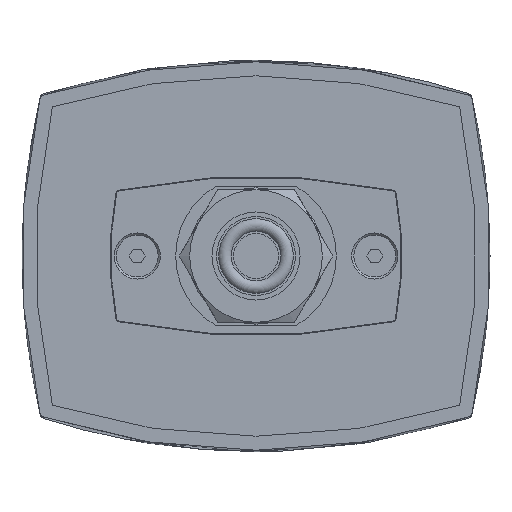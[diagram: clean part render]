
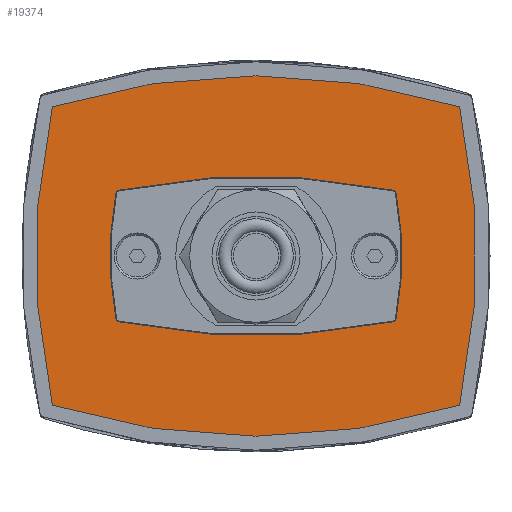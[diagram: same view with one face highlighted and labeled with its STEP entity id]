
A CAD part, front view. The second image highlights one B-rep face of the part: STEP entity #19374.
In plain terms, the highlighted planar face has unit normal (0, -1, 0).
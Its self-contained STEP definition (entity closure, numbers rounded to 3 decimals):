
#18995=CARTESIAN_POINT('',(29.142,0.,21.367));
#18996=VERTEX_POINT('',#18995);
#19003=CARTESIAN_POINT('',(29.142,0.,-21.367));
#19004=VERTEX_POINT('',#19003);
#19005=CARTESIAN_POINT('',(-66.5,0.,0.));
#19006=DIRECTION('',(0.,1.0,0.));
#19007=DIRECTION('',(-0.976,0.,0.218));
#19008=AXIS2_PLACEMENT_3D('',#19005,#19006,#19007);
#19009=CIRCLE('',#19008,98.0);
#19010=EDGE_CURVE('',#18996,#19004,#19009,.T.);
#19027=CARTESIAN_POINT('',(-29.142,0.,21.367));
#19028=VERTEX_POINT('',#19027);
#19035=CARTESIAN_POINT('',(0.,0.,-72.2));
#19036=DIRECTION('',(0.,1.0,0.));
#19037=DIRECTION('',(-0.297,0.,-0.955));
#19038=AXIS2_PLACEMENT_3D('',#19035,#19036,#19037);
#19039=CIRCLE('',#19038,98.);
#19040=EDGE_CURVE('',#19028,#18996,#19039,.T.);
#19051=CARTESIAN_POINT('',(20.064,0.,8.954));
#19052=VERTEX_POINT('',#19051);
#19053=CARTESIAN_POINT('',(20.064,0.,-8.954));
#19054=VERTEX_POINT('',#19053);
#19055=CARTESIAN_POINT('',(-27.5,0.,0.));
#19056=DIRECTION('',(0.,1.0,0.));
#19057=DIRECTION('',(0.983,0.,-0.185));
#19058=AXIS2_PLACEMENT_3D('',#19055,#19056,#19057);
#19059=CIRCLE('',#19058,48.4);
#19060=EDGE_CURVE('',#19052,#19054,#19059,.T.);
#19093=CARTESIAN_POINT('',(19.594,0.,-9.431));
#19094=VERTEX_POINT('',#19093);
#19095=CARTESIAN_POINT('',(19.475,0.,-8.843));
#19096=DIRECTION('',(0.,1.0,0.));
#19097=DIRECTION('',(0.199,0.,-0.98));
#19098=AXIS2_PLACEMENT_3D('',#19095,#19096,#19097);
#19099=CIRCLE('',#19098,0.6);
#19100=EDGE_CURVE('',#19054,#19094,#19099,.T.);
#19126=CARTESIAN_POINT('',(-19.594,0.0,-9.431));
#19127=VERTEX_POINT('',#19126);
#19128=CARTESIAN_POINT('',(0.,0.,87.1));
#19129=DIRECTION('',(0.,1.0,0.));
#19130=DIRECTION('',(-0.199,0.,-0.98));
#19131=AXIS2_PLACEMENT_3D('',#19128,#19129,#19130);
#19132=CIRCLE('',#19131,98.5);
#19133=EDGE_CURVE('',#19094,#19127,#19132,.T.);
#19159=CARTESIAN_POINT('',(-20.064,0.0,-8.954));
#19160=VERTEX_POINT('',#19159);
#19161=CARTESIAN_POINT('',(-19.475,0.0,-8.843));
#19162=DIRECTION('',(0.,1.0,0.));
#19163=DIRECTION('',(-0.983,0.,-0.185));
#19164=AXIS2_PLACEMENT_3D('',#19161,#19162,#19163);
#19165=CIRCLE('',#19164,0.6);
#19166=EDGE_CURVE('',#19127,#19160,#19165,.T.);
#19192=CARTESIAN_POINT('',(-20.064,0.0,8.954));
#19193=VERTEX_POINT('',#19192);
#19194=CARTESIAN_POINT('',(27.5,0.,0.));
#19195=DIRECTION('',(0.,1.0,0.));
#19196=DIRECTION('',(-0.983,0.,0.185));
#19197=AXIS2_PLACEMENT_3D('',#19194,#19195,#19196);
#19198=CIRCLE('',#19197,48.4);
#19199=EDGE_CURVE('',#19160,#19193,#19198,.T.);
#19225=CARTESIAN_POINT('',(-19.594,0.,9.431));
#19226=VERTEX_POINT('',#19225);
#19227=CARTESIAN_POINT('',(-19.475,0.,8.843));
#19228=DIRECTION('',(0.,1.0,0.));
#19229=DIRECTION('',(-0.199,0.,0.98));
#19230=AXIS2_PLACEMENT_3D('',#19227,#19228,#19229);
#19231=CIRCLE('',#19230,0.6);
#19232=EDGE_CURVE('',#19193,#19226,#19231,.T.);
#19258=CARTESIAN_POINT('',(19.594,0.,9.431));
#19259=VERTEX_POINT('',#19258);
#19260=CARTESIAN_POINT('',(0.,0.,-87.1));
#19261=DIRECTION('',(0.,1.0,0.));
#19262=DIRECTION('',(0.199,0.,0.98));
#19263=AXIS2_PLACEMENT_3D('',#19260,#19261,#19262);
#19264=CIRCLE('',#19263,98.5);
#19265=EDGE_CURVE('',#19226,#19259,#19264,.T.);
#19291=CARTESIAN_POINT('',(19.475,0.,8.843));
#19292=DIRECTION('',(0.,1.0,0.));
#19293=DIRECTION('',(0.983,0.,0.185));
#19294=AXIS2_PLACEMENT_3D('',#19291,#19292,#19293);
#19295=CIRCLE('',#19294,0.6);
#19296=EDGE_CURVE('',#19259,#19052,#19295,.T.);
#19316=CARTESIAN_POINT('',(-29.142,0.,-21.367));
#19317=VERTEX_POINT('',#19316);
#19324=CARTESIAN_POINT('',(66.5,0.,0.));
#19325=DIRECTION('',(0.,1.0,0.));
#19326=DIRECTION('',(0.976,0.,-0.218));
#19327=AXIS2_PLACEMENT_3D('',#19324,#19325,#19326);
#19328=CIRCLE('',#19327,98.);
#19329=EDGE_CURVE('',#19317,#19028,#19328,.T.);
#19342=CARTESIAN_POINT('',(0.,0.,72.2));
#19343=DIRECTION('',(0.,1.0,0.));
#19344=DIRECTION('',(0.297,0.,0.955));
#19345=AXIS2_PLACEMENT_3D('',#19342,#19343,#19344);
#19346=CIRCLE('',#19345,98.);
#19347=EDGE_CURVE('',#19004,#19317,#19346,.T.);
#19353=CARTESIAN_POINT('',(0.,0.,0.));
#19354=DIRECTION('',(0.0,-1.0,0.0));
#19355=DIRECTION('',(-1.0,0.0,0.0));
#19356=AXIS2_PLACEMENT_3D('',#19353,#19354,#19355);
#19357=PLANE('',#19356);
#19358=ORIENTED_EDGE('',*,*,#19329,.F.);
#19359=ORIENTED_EDGE('',*,*,#19347,.F.);
#19360=ORIENTED_EDGE('',*,*,#19010,.F.);
#19361=ORIENTED_EDGE('',*,*,#19040,.F.);
#19362=EDGE_LOOP('',(#19358,#19359,#19360,#19361));
#19363=FACE_OUTER_BOUND('',#19362,.T.);
#19364=ORIENTED_EDGE('',*,*,#19060,.T.);
#19365=ORIENTED_EDGE('',*,*,#19100,.T.);
#19366=ORIENTED_EDGE('',*,*,#19133,.T.);
#19367=ORIENTED_EDGE('',*,*,#19166,.T.);
#19368=ORIENTED_EDGE('',*,*,#19199,.T.);
#19369=ORIENTED_EDGE('',*,*,#19232,.T.);
#19370=ORIENTED_EDGE('',*,*,#19265,.T.);
#19371=ORIENTED_EDGE('',*,*,#19296,.T.);
#19372=EDGE_LOOP('',(#19364,#19365,#19366,#19367,#19368,#19369,#19370,#19371));
#19373=FACE_BOUND('',#19372,.T.);
#19374=ADVANCED_FACE('',(#19363,#19373),#19357,.T.);
